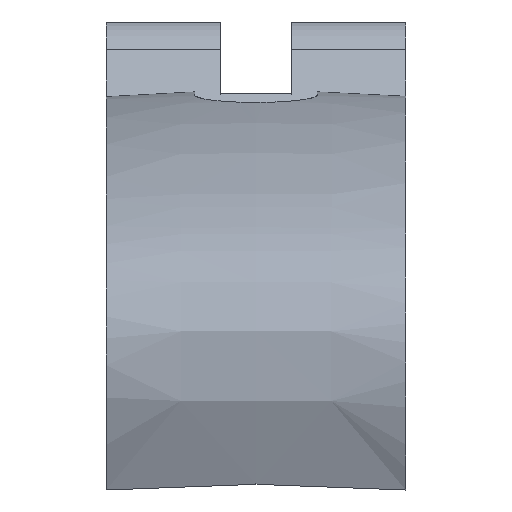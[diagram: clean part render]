
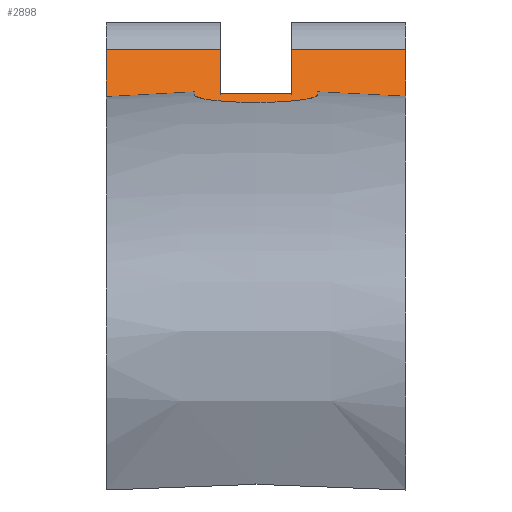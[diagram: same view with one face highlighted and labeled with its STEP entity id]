
A CAD part, top view. The second image highlights one B-rep face of the part: STEP entity #2898.
In plain terms, the highlighted planar face has unit normal (0, 0.442, 0.897).
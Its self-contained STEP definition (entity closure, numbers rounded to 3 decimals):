
#2 = LINE ( 'NONE', #331, #757 ) ;
#60 = CARTESIAN_POINT ( 'NONE',  ( 17.608, 69.319, -34.238 ) ) ;
#76 = CARTESIAN_POINT ( 'NONE',  ( -17.608, 69.319, -34.238 ) ) ;
#91 = EDGE_CURVE ( 'NONE', #3126, #3085, #3340, .T. ) ;
#94 = CARTESIAN_POINT ( 'NONE',  ( -11.74, 70.685, -34.911 ) ) ;
#114 = CARTESIAN_POINT ( 'NONE',  ( -17.608, 70.573, -34.856 ) ) ;
#133 = CARTESIAN_POINT ( 'NONE',  ( -14.674, 70.637, -34.888 ) ) ;
#183 = DIRECTION ( 'NONE',  ( -1., 0., 0. ) ) ;
#215 = VECTOR ( 'NONE', #183, 1000. ) ;
#290 = FACE_OUTER_BOUND ( 'NONE', #3185, .T. ) ;
#310 = ORIENTED_EDGE ( 'NONE', *, *, #3643, .T. ) ;
#316 = EDGE_CURVE ( 'NONE', #1838, #3038, #467, .T. ) ;
#331 = CARTESIAN_POINT ( 'NONE',  ( 4.191, 83.444, -41.201 ) ) ;
#350 = DIRECTION ( 'NONE',  ( 0., 0.897, -0.442 ) ) ;
#387 = EDGE_CURVE ( 'NONE', #3126, #3038, #1693, .T. ) ;
#467 = LINE ( 'NONE', #76, #484 ) ;
#484 = VECTOR ( 'NONE', #1409, 1000. ) ;
#540 = CARTESIAN_POINT ( 'NONE',  ( -4.191, 83.444, -41.201 ) ) ;
#577 = ORIENTED_EDGE ( 'NONE', *, *, #2449, .F. ) ;
#596 = ORIENTED_EDGE ( 'NONE', *, *, #316, .F. ) ;
#670 = ORIENTED_EDGE ( 'NONE', *, *, #3446, .F. ) ;
#757 = VECTOR ( 'NONE', #350, 1000. ) ;
#1008 = VECTOR ( 'NONE', #1388, 1000. ) ;
#1074 = CARTESIAN_POINT ( 'NONE',  ( 17.608, 70.573, -34.856 ) ) ;
#1172 = EDGE_CURVE ( 'NONE', #1203, #2586, #3264, .T. ) ;
#1186 = VERTEX_POINT ( 'NONE', #2365 ) ;
#1203 = VERTEX_POINT ( 'NONE', #1789 ) ;
#1246 = CARTESIAN_POINT ( 'NONE',  ( -17.608, 70.573, -34.856 ) ) ;
#1345 = CARTESIAN_POINT ( 'NONE',  ( -2.935, 70.758, -34.947 ) ) ;
#1363 = CARTESIAN_POINT ( 'NONE',  ( 11.74, 70.685, -34.911 ) ) ;
#1388 = DIRECTION ( 'NONE',  ( -1., 0., 0. ) ) ;
#1403 = CARTESIAN_POINT ( 'NONE',  ( 5.87, 70.745, -34.941 ) ) ;
#1409 = DIRECTION ( 'NONE',  ( 0., 0.897, -0.442 ) ) ;
#1535 = PLANE ( 'NONE',  #3619 ) ;
#1693 = LINE ( 'NONE', #3201, #1008 ) ;
#1694 = CARTESIAN_POINT ( 'NONE',  ( -4.191, 78.136, -38.584 ) ) ;
#1782 = DIRECTION ( 'NONE',  ( 0., -0.897, 0.442 ) ) ;
#1789 = CARTESIAN_POINT ( 'NONE',  ( 17.608, 78.136, -38.584 ) ) ;
#1838 = VERTEX_POINT ( 'NONE', #1246 ) ;
#1842 = VECTOR ( 'NONE', #3175, 1000. ) ;
#1947 = B_SPLINE_CURVE_WITH_KNOTS ( 'NONE', 3,
 ( #114, #133, #94, #3868, #1345, #2297, #1403, #1363, #2338, #1074 ),
 .UNSPECIFIED., .F., .F.,
 ( 4, 2, 2, 2, 4 ),
 ( 0., 0.009, 0.018, 0.026, 0.035 ),
 .UNSPECIFIED. ) ;
#1967 = ORIENTED_EDGE ( 'NONE', *, *, #3019, .T. ) ;
#1997 = LINE ( 'NONE', #60, #3744 ) ;
#2110 = VECTOR ( 'NONE', #1782, 1000. ) ;
#2214 = LINE ( 'NONE', #3464, #1842 ) ;
#2244 = CARTESIAN_POINT ( 'NONE',  ( -4.191, 72.965, -36.035 ) ) ;
#2289 = CARTESIAN_POINT ( 'NONE',  ( 4.191, 78.136, -38.584 ) ) ;
#2297 = CARTESIAN_POINT ( 'NONE',  ( 2.935, 70.758, -34.947 ) ) ;
#2338 = CARTESIAN_POINT ( 'NONE',  ( 14.674, 70.637, -34.888 ) ) ;
#2365 = CARTESIAN_POINT ( 'NONE',  ( 4.191, 72.965, -36.035 ) ) ;
#2449 = EDGE_CURVE ( 'NONE', #1186, #2586, #2, .T. ) ;
#2578 = CARTESIAN_POINT ( 'NONE',  ( 17.608, 70.573, -34.856 ) ) ;
#2586 = VERTEX_POINT ( 'NONE', #2289 ) ;
#2626 = ORIENTED_EDGE ( 'NONE', *, *, #91, .F. ) ;
#2817 = CARTESIAN_POINT ( 'NONE',  ( -43.616, 69.319, -34.238 ) ) ;
#2859 = CARTESIAN_POINT ( 'NONE',  ( -17.608, 78.136, -38.584 ) ) ;
#2898 = ADVANCED_FACE ( 'NONE', ( #290 ), #1535, .F. ) ;
#3019 = EDGE_CURVE ( 'NONE', #3986, #1203, #1997, .T. ) ;
#3038 = VERTEX_POINT ( 'NONE', #2859 ) ;
#3085 = VERTEX_POINT ( 'NONE', #2244 ) ;
#3105 = DIRECTION ( 'NONE',  ( 0., -0.442, -0.897 ) ) ;
#3126 = VERTEX_POINT ( 'NONE', #1694 ) ;
#3175 = DIRECTION ( 'NONE',  ( 1., 0., 0. ) ) ;
#3185 = EDGE_LOOP ( 'NONE', ( #2626, #3819, #596, #310, #1967, #3237, #577, #670 ) ) ;
#3201 = CARTESIAN_POINT ( 'NONE',  ( -43.616, 78.136, -38.584 ) ) ;
#3237 = ORIENTED_EDGE ( 'NONE', *, *, #1172, .T. ) ;
#3264 = LINE ( 'NONE', #3282, #215 ) ;
#3281 = DIRECTION ( 'NONE',  ( 0., 0.897, -0.442 ) ) ;
#3282 = CARTESIAN_POINT ( 'NONE',  ( -43.616, 78.136, -38.584 ) ) ;
#3340 = LINE ( 'NONE', #540, #2110 ) ;
#3446 = EDGE_CURVE ( 'NONE', #3085, #1186, #2214, .T. ) ;
#3464 = CARTESIAN_POINT ( 'NONE',  ( -4.191, 72.965, -36.035 ) ) ;
#3619 = AXIS2_PLACEMENT_3D ( 'NONE', #2817, #3105, #4043 ) ;
#3643 = EDGE_CURVE ( 'NONE', #1838, #3986, #1947, .T. ) ;
#3744 = VECTOR ( 'NONE', #3281, 1000. ) ;
#3819 = ORIENTED_EDGE ( 'NONE', *, *, #387, .T. ) ;
#3868 = CARTESIAN_POINT ( 'NONE',  ( -5.87, 70.745, -34.941 ) ) ;
#3986 = VERTEX_POINT ( 'NONE', #2578 ) ;
#4043 = DIRECTION ( 'NONE',  ( 0., 0.897, -0.442 ) ) ;
